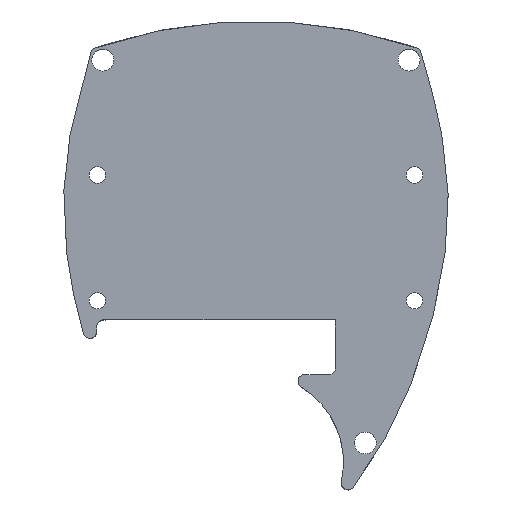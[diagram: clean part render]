
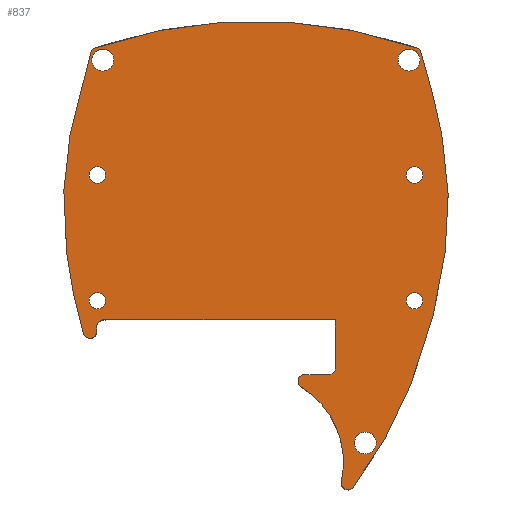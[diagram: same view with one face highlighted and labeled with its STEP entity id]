
A CAD part, top view. The second image highlights one B-rep face of the part: STEP entity #837.
In plain terms, the highlighted planar face has unit normal (0, 0, 1).
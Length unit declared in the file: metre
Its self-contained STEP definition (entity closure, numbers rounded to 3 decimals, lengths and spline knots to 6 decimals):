
#39=B_SPLINE_CURVE_WITH_KNOTS('',3,(#1357,#1358,#1359,#1360,#1361,#1362),
 .UNSPECIFIED.,.F.,.F.,(4,1,1,4),(0.572564,0.650706,0.843245,
1.),.UNSPECIFIED.);
#40=B_SPLINE_CURVE_WITH_KNOTS('',3,(#1371,#1372,#1373,#1374,#1375),
 .UNSPECIFIED.,.F.,.F.,(4,1,4),(0.,0.156755,0.282636),
 .UNSPECIFIED.);
#62=CIRCLE('',#911,0.002);
#63=CIRCLE('',#913,0.002);
#65=CIRCLE('',#918,0.002);
#66=CIRCLE('',#920,0.00125);
#67=CIRCLE('',#921,0.090119);
#68=CIRCLE('',#922,0.00125);
#69=CIRCLE('',#923,0.00125);
#70=CIRCLE('',#924,0.00125);
#71=CIRCLE('',#925,0.00125);
#72=CIRCLE('',#926,0.00125);
#73=CIRCLE('',#927,0.016);
#74=CIRCLE('',#928,0.00125);
#75=CIRCLE('',#929,0.0015);
#76=CIRCLE('',#930,0.0015);
#77=CIRCLE('',#931,0.0015);
#78=CIRCLE('',#932,0.0015);
#152=ORIENTED_EDGE('',*,*,#392,.T.);
#153=ORIENTED_EDGE('',*,*,#393,.T.);
#154=ORIENTED_EDGE('',*,*,#394,.T.);
#155=ORIENTED_EDGE('',*,*,#395,.T.);
#156=ORIENTED_EDGE('',*,*,#396,.T.);
#157=ORIENTED_EDGE('',*,*,#397,.T.);
#158=ORIENTED_EDGE('',*,*,#381,.T.);
#159=ORIENTED_EDGE('',*,*,#398,.T.);
#160=ORIENTED_EDGE('',*,*,#383,.T.);
#161=ORIENTED_EDGE('',*,*,#399,.F.);
#162=ORIENTED_EDGE('',*,*,#400,.T.);
#163=ORIENTED_EDGE('',*,*,#401,.F.);
#164=ORIENTED_EDGE('',*,*,#402,.T.);
#165=ORIENTED_EDGE('',*,*,#403,.F.);
#166=ORIENTED_EDGE('',*,*,#404,.T.);
#167=ORIENTED_EDGE('',*,*,#379,.F.);
#168=ORIENTED_EDGE('',*,*,#378,.F.);
#169=ORIENTED_EDGE('',*,*,#391,.F.);
#170=ORIENTED_EDGE('',*,*,#405,.T.);
#171=ORIENTED_EDGE('',*,*,#406,.T.);
#172=ORIENTED_EDGE('',*,*,#407,.T.);
#173=ORIENTED_EDGE('',*,*,#408,.T.);
#378=EDGE_CURVE('',#499,#499,#62,.T.);
#379=EDGE_CURVE('',#500,#500,#63,.T.);
#381=EDGE_CURVE('',#502,#501,#565,.T.);
#383=EDGE_CURVE('',#503,#504,#567,.T.);
#391=EDGE_CURVE('',#509,#509,#65,.T.);
#392=EDGE_CURVE('',#510,#511,#39,.T.);
#393=EDGE_CURVE('',#511,#512,#66,.F.);
#394=EDGE_CURVE('',#512,#513,#67,.T.);
#395=EDGE_CURVE('',#513,#514,#68,.F.);
#396=EDGE_CURVE('',#514,#515,#40,.T.);
#397=EDGE_CURVE('',#515,#502,#69,.F.);
#398=EDGE_CURVE('',#501,#503,#70,.T.);
#399=EDGE_CURVE('',#516,#504,#574,.T.);
#400=EDGE_CURVE('',#516,#517,#71,.T.);
#401=EDGE_CURVE('',#518,#517,#575,.T.);
#402=EDGE_CURVE('',#518,#519,#72,.F.);
#403=EDGE_CURVE('',#520,#519,#73,.T.);
#404=EDGE_CURVE('',#520,#510,#74,.F.);
#405=EDGE_CURVE('',#521,#521,#75,.T.);
#406=EDGE_CURVE('',#522,#522,#76,.T.);
#407=EDGE_CURVE('',#523,#523,#77,.T.);
#408=EDGE_CURVE('',#524,#524,#78,.T.);
#499=VERTEX_POINT('',#1328);
#500=VERTEX_POINT('',#1331);
#501=VERTEX_POINT('',#1334);
#502=VERTEX_POINT('',#1336);
#503=VERTEX_POINT('',#1340);
#504=VERTEX_POINT('',#1341);
#509=VERTEX_POINT('',#1355);
#510=VERTEX_POINT('',#1363);
#511=VERTEX_POINT('',#1364);
#512=VERTEX_POINT('',#1366);
#513=VERTEX_POINT('',#1368);
#514=VERTEX_POINT('',#1370);
#515=VERTEX_POINT('',#1376);
#516=VERTEX_POINT('',#1380);
#517=VERTEX_POINT('',#1382);
#518=VERTEX_POINT('',#1384);
#519=VERTEX_POINT('',#1386);
#520=VERTEX_POINT('',#1388);
#521=VERTEX_POINT('',#1391);
#522=VERTEX_POINT('',#1393);
#523=VERTEX_POINT('',#1395);
#524=VERTEX_POINT('',#1397);
#565=LINE('',#1335,#634);
#567=LINE('',#1339,#636);
#574=LINE('',#1379,#643);
#575=LINE('',#1383,#644);
#634=VECTOR('',#1057,1.);
#636=VECTOR('',#1061,1.);
#643=VECTOR('',#1086,1.);
#644=VECTOR('',#1089,1.);
#696=EDGE_LOOP('',(#152,#153,#154,#155,#156,#157,#158,#159,#160,#161,#162,
#163,#164,#165,#166));
#697=EDGE_LOOP('',(#167));
#698=EDGE_LOOP('',(#168));
#699=EDGE_LOOP('',(#169));
#700=EDGE_LOOP('',(#170));
#701=EDGE_LOOP('',(#171));
#702=EDGE_LOOP('',(#172));
#703=EDGE_LOOP('',(#173));
#759=FACE_BOUND('',#696,.T.);
#760=FACE_BOUND('',#697,.T.);
#761=FACE_BOUND('',#698,.T.);
#762=FACE_BOUND('',#699,.T.);
#763=FACE_BOUND('',#700,.T.);
#764=FACE_BOUND('',#701,.T.);
#765=FACE_BOUND('',#702,.T.);
#766=FACE_BOUND('',#703,.T.);
#815=PLANE('',#919);
#837=ADVANCED_FACE('',(#759,#760,#761,#762,#763,#764,#765,#766),#815,.F.);
#911=AXIS2_PLACEMENT_3D('',#1327,#1048,#1049);
#913=AXIS2_PLACEMENT_3D('',#1330,#1052,#1053);
#918=AXIS2_PLACEMENT_3D('',#1354,#1072,#1073);
#919=AXIS2_PLACEMENT_3D('',#1356,#1074,#1075);
#920=AXIS2_PLACEMENT_3D('',#1365,#1076,#1077);
#921=AXIS2_PLACEMENT_3D('',#1367,#1078,#1079);
#922=AXIS2_PLACEMENT_3D('',#1369,#1080,#1081);
#923=AXIS2_PLACEMENT_3D('',#1377,#1082,#1083);
#924=AXIS2_PLACEMENT_3D('',#1378,#1084,#1085);
#925=AXIS2_PLACEMENT_3D('',#1381,#1087,#1088);
#926=AXIS2_PLACEMENT_3D('',#1385,#1090,#1091);
#927=AXIS2_PLACEMENT_3D('',#1387,#1092,#1093);
#928=AXIS2_PLACEMENT_3D('',#1389,#1094,#1095);
#929=AXIS2_PLACEMENT_3D('',#1390,#1096,#1097);
#930=AXIS2_PLACEMENT_3D('',#1392,#1098,#1099);
#931=AXIS2_PLACEMENT_3D('',#1394,#1100,#1101);
#932=AXIS2_PLACEMENT_3D('',#1396,#1102,#1103);
#1048=DIRECTION('',(0.,0.,1.));
#1049=DIRECTION('',(1.,0.,0.));
#1052=DIRECTION('',(0.,0.,1.));
#1053=DIRECTION('',(1.,0.,0.));
#1057=DIRECTION('',(0.,1.,0.));
#1061=DIRECTION('',(1.,0.,0.));
#1072=DIRECTION('',(0.,0.,1.));
#1073=DIRECTION('',(1.,0.,0.));
#1074=DIRECTION('',(0.,0.,-1.));
#1075=DIRECTION('',(1.,0.,0.));
#1076=DIRECTION('',(0.,0.,-1.));
#1077=DIRECTION('',(-1.,0.,0.));
#1078=DIRECTION('',(0.,0.,1.));
#1079=DIRECTION('',(1.,0.,0.));
#1080=DIRECTION('',(0.,0.,-1.));
#1081=DIRECTION('',(-1.,0.,0.));
#1082=DIRECTION('',(0.,0.,-1.));
#1083=DIRECTION('',(-1.,0.,0.));
#1084=DIRECTION('',(0.,0.,-1.));
#1085=DIRECTION('',(-1.,0.,0.));
#1086=DIRECTION('',(0.,1.,0.));
#1087=DIRECTION('',(0.,0.,-1.));
#1088=DIRECTION('',(-1.,0.,0.));
#1089=DIRECTION('',(1.,0.,0.));
#1090=DIRECTION('',(0.,0.,-1.));
#1091=DIRECTION('',(-1.,0.,0.));
#1092=DIRECTION('',(0.,0.,1.));
#1093=DIRECTION('',(1.,0.,0.));
#1094=DIRECTION('',(0.,0.,-1.));
#1095=DIRECTION('',(-1.,0.,0.));
#1096=DIRECTION('',(0.,0.,-1.));
#1097=DIRECTION('',(-1.,0.,0.));
#1098=DIRECTION('',(0.,0.,-1.));
#1099=DIRECTION('',(-1.,0.,0.));
#1100=DIRECTION('',(0.,0.,-1.));
#1101=DIRECTION('',(-1.,0.,0.));
#1102=DIRECTION('',(0.,0.,-1.));
#1103=DIRECTION('',(-1.,0.,0.));
#1327=CARTESIAN_POINT('',(-0.028,0.028,-0.0055));
#1328=CARTESIAN_POINT('',(-0.026,0.028,-0.0055));
#1330=CARTESIAN_POINT('',(0.02,-0.042,-0.0055));
#1331=CARTESIAN_POINT('',(0.022,-0.042,-0.0055));
#1334=CARTESIAN_POINT('',(-0.029089,-0.02075,-0.0055));
#1335=CARTESIAN_POINT('',(-0.029089,-0.015253,-0.0055));
#1336=CARTESIAN_POINT('',(-0.029089,-0.021638,-0.0055));
#1339=CARTESIAN_POINT('',(0.,-0.0195,-0.0055));
#1340=CARTESIAN_POINT('',(-0.027839,-0.0195,-0.0055));
#1341=CARTESIAN_POINT('',(0.014544,-0.0195,-0.0055));
#1354=CARTESIAN_POINT('',(0.028,0.028,-0.0055));
#1355=CARTESIAN_POINT('',(0.03,0.028,-0.0055));
#1356=CARTESIAN_POINT('',(0.00059,-0.010865,-0.0055));
#1357=CARTESIAN_POINT('',(0.011257,-0.05687,-0.0055));
#1358=CARTESIAN_POINT('',(0.015154,-0.053734,-0.0055));
#1359=CARTESIAN_POINT('',(0.027842,-0.038097,-0.0055));
#1360=CARTESIAN_POINT('',(0.038782,-0.000035,-0.0055));
#1361=CARTESIAN_POINT('',(0.03272,0.020696,-0.0055));
#1362=CARTESIAN_POINT('',(0.03,0.03,-0.0055));
#1363=CARTESIAN_POINT('',(0.017807,-0.050086,-0.0055));
#1364=CARTESIAN_POINT('',(0.030181,0.029382,-0.0055));
#1365=CARTESIAN_POINT('',(0.028981,0.029032,-0.0055));
#1366=CARTESIAN_POINT('',(0.029388,0.030213,-0.0055));
#1367=CARTESIAN_POINT('',(0.,-0.054979,-0.0055));
#1368=CARTESIAN_POINT('',(-0.029388,0.030214,-0.0055));
#1369=CARTESIAN_POINT('',(-0.02898,0.029032,-0.0055));
#1370=CARTESIAN_POINT('',(-0.03018,0.029382,-0.0055));
#1371=CARTESIAN_POINT('',(-0.03,0.03,-0.0055));
#1372=CARTESIAN_POINT('',(-0.032712,0.020692,-0.0055));
#1373=CARTESIAN_POINT('',(-0.037602,0.00391,-0.0055));
#1374=CARTESIAN_POINT('',(-0.032751,-0.019623,-0.0055));
#1375=CARTESIAN_POINT('',(-0.029089,-0.02938,-0.0055));
#1376=CARTESIAN_POINT('',(-0.03154,-0.021986,-0.0055));
#1377=CARTESIAN_POINT('',(-0.030339,-0.021638,-0.0055));
#1378=CARTESIAN_POINT('',(-0.027839,-0.02075,-0.0055));
#1379=CARTESIAN_POINT('',(0.014544,-0.015253,-0.0055));
#1380=CARTESIAN_POINT('',(0.014544,-0.02825,-0.0055));
#1381=CARTESIAN_POINT('',(0.013294,-0.02825,-0.0055));
#1382=CARTESIAN_POINT('',(0.013294,-0.0295,-0.0055));
#1383=CARTESIAN_POINT('',(0.,-0.0295,-0.0055));
#1384=CARTESIAN_POINT('',(0.008944,-0.0295,-0.0055));
#1385=CARTESIAN_POINT('',(0.008944,-0.03075,-0.0055));
#1386=CARTESIAN_POINT('',(0.008296,-0.031819,-0.0055));
#1387=CARTESIAN_POINT('',(0.,-0.0455,-0.0055));
#1388=CARTESIAN_POINT('',(0.015604,-0.049039,-0.0055));
#1389=CARTESIAN_POINT('',(0.016823,-0.049316,-0.0055));
#1390=CARTESIAN_POINT('',(-0.029,-0.016,-0.0055));
#1391=CARTESIAN_POINT('',(-0.0305,-0.016,-0.0055));
#1392=CARTESIAN_POINT('',(-0.029,0.007,-0.0055));
#1393=CARTESIAN_POINT('',(-0.0305,0.007,-0.0055));
#1394=CARTESIAN_POINT('',(0.029,0.007,-0.0055));
#1395=CARTESIAN_POINT('',(0.0275,0.007,-0.0055));
#1396=CARTESIAN_POINT('',(0.029,-0.016,-0.0055));
#1397=CARTESIAN_POINT('',(0.0275,-0.016,-0.0055));
